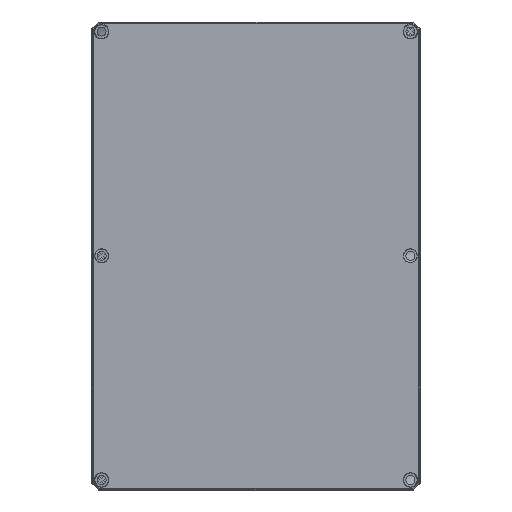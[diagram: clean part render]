
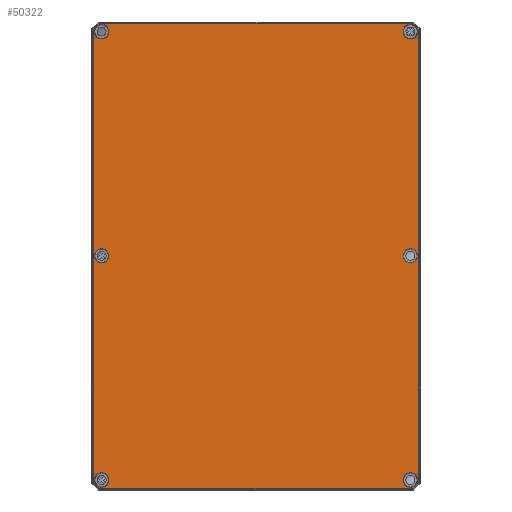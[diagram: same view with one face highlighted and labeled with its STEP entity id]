
A CAD part, top view. The second image highlights one B-rep face of the part: STEP entity #50322.
In plain terms, the highlighted planar face has unit normal (0, 0, 1).
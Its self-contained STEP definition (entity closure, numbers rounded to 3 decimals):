
#478=FACE_BOUND('',#15945,.T.);
#479=FACE_BOUND('',#15946,.T.);
#480=FACE_BOUND('',#15947,.T.);
#481=FACE_BOUND('',#15948,.T.);
#482=FACE_BOUND('',#15949,.T.);
#483=FACE_BOUND('',#15950,.T.);
#1357=PLANE('',#54553);
#4667=LINE('',#91085,#8334);
#4668=LINE('',#91087,#8335);
#4669=LINE('',#91089,#8336);
#4670=LINE('',#91091,#8337);
#4671=LINE('',#91093,#8338);
#4672=LINE('',#91095,#8339);
#4673=LINE('',#91097,#8340);
#4674=LINE('',#91098,#8341);
#8334=VECTOR('',#65555,10.);
#8335=VECTOR('',#65556,10.);
#8336=VECTOR('',#65557,10.);
#8337=VECTOR('',#65558,10.);
#8338=VECTOR('',#65559,10.);
#8339=VECTOR('',#65560,10.);
#8340=VECTOR('',#65561,10.);
#8341=VECTOR('',#65562,10.);
#12538=FACE_OUTER_BOUND('',#15944,.T.);
#15944=EDGE_LOOP('',(#43109,#43110,#43111,#43112,#43113,#43114,#43115,#43116));
#15945=EDGE_LOOP('',(#43117,#43118));
#15946=EDGE_LOOP('',(#43119,#43120));
#15947=EDGE_LOOP('',(#43121,#43122));
#15948=EDGE_LOOP('',(#43123));
#15949=EDGE_LOOP('',(#43124));
#15950=EDGE_LOOP('',(#43125,#43126));
#19571=CIRCLE('',#54550,5.372);
#19573=CIRCLE('',#54552,5.372);
#19574=CIRCLE('',#54554,5.372);
#19575=CIRCLE('',#54555,5.372);
#19576=CIRCLE('',#54556,5.672);
#19577=CIRCLE('',#54557,5.672);
#19578=CIRCLE('',#54558,5.672);
#19579=CIRCLE('',#54559,5.672);
#19580=CIRCLE('',#54560,5.672);
#19581=CIRCLE('',#54561,5.672);
#23973=VERTEX_POINT('',#91077);
#23974=VERTEX_POINT('',#91078);
#23975=VERTEX_POINT('',#91083);
#23976=VERTEX_POINT('',#91084);
#23977=VERTEX_POINT('',#91086);
#23978=VERTEX_POINT('',#91088);
#23979=VERTEX_POINT('',#91090);
#23980=VERTEX_POINT('',#91092);
#23981=VERTEX_POINT('',#91094);
#23982=VERTEX_POINT('',#91096);
#23983=VERTEX_POINT('',#91099);
#23984=VERTEX_POINT('',#91100);
#23985=VERTEX_POINT('',#91103);
#23986=VERTEX_POINT('',#91104);
#23987=VERTEX_POINT('',#91107);
#23988=VERTEX_POINT('',#91108);
#23989=VERTEX_POINT('',#91111);
#23990=VERTEX_POINT('',#91113);
#30476=EDGE_CURVE('',#23973,#23974,#19571,.T.);
#30478=EDGE_CURVE('',#23974,#23973,#19573,.T.);
#30479=EDGE_CURVE('',#23975,#23976,#4667,.T.);
#30480=EDGE_CURVE('',#23977,#23975,#4668,.T.);
#30481=EDGE_CURVE('',#23978,#23977,#4669,.T.);
#30482=EDGE_CURVE('',#23979,#23978,#4670,.T.);
#30483=EDGE_CURVE('',#23980,#23979,#4671,.T.);
#30484=EDGE_CURVE('',#23981,#23980,#4672,.T.);
#30485=EDGE_CURVE('',#23982,#23981,#4673,.T.);
#30486=EDGE_CURVE('',#23976,#23982,#4674,.T.);
#30487=EDGE_CURVE('',#23983,#23984,#19574,.T.);
#30488=EDGE_CURVE('',#23984,#23983,#19575,.T.);
#30489=EDGE_CURVE('',#23985,#23986,#19576,.T.);
#30490=EDGE_CURVE('',#23986,#23985,#19577,.T.);
#30491=EDGE_CURVE('',#23987,#23988,#19578,.T.);
#30492=EDGE_CURVE('',#23988,#23987,#19579,.T.);
#30493=EDGE_CURVE('',#23989,#23989,#19580,.T.);
#30494=EDGE_CURVE('',#23990,#23990,#19581,.T.);
#43109=ORIENTED_EDGE('',*,*,#30479,.F.);
#43110=ORIENTED_EDGE('',*,*,#30480,.F.);
#43111=ORIENTED_EDGE('',*,*,#30481,.F.);
#43112=ORIENTED_EDGE('',*,*,#30482,.F.);
#43113=ORIENTED_EDGE('',*,*,#30483,.F.);
#43114=ORIENTED_EDGE('',*,*,#30484,.F.);
#43115=ORIENTED_EDGE('',*,*,#30485,.F.);
#43116=ORIENTED_EDGE('',*,*,#30486,.F.);
#43117=ORIENTED_EDGE('',*,*,#30487,.F.);
#43118=ORIENTED_EDGE('',*,*,#30488,.F.);
#43119=ORIENTED_EDGE('',*,*,#30489,.F.);
#43120=ORIENTED_EDGE('',*,*,#30490,.F.);
#43121=ORIENTED_EDGE('',*,*,#30491,.F.);
#43122=ORIENTED_EDGE('',*,*,#30492,.F.);
#43123=ORIENTED_EDGE('',*,*,#30493,.F.);
#43124=ORIENTED_EDGE('',*,*,#30494,.F.);
#43125=ORIENTED_EDGE('',*,*,#30476,.F.);
#43126=ORIENTED_EDGE('',*,*,#30478,.F.);
#50322=ADVANCED_FACE('',(#12538,#478,#479,#480,#481,#482,#483),#1357,.T.);
#54550=AXIS2_PLACEMENT_3D('',#91079,#65547,#65548);
#54552=AXIS2_PLACEMENT_3D('',#91081,#65551,#65552);
#54553=AXIS2_PLACEMENT_3D('',#91082,#65553,#65554);
#54554=AXIS2_PLACEMENT_3D('',#91101,#65563,#65564);
#54555=AXIS2_PLACEMENT_3D('',#91102,#65565,#65566);
#54556=AXIS2_PLACEMENT_3D('',#91105,#65567,#65568);
#54557=AXIS2_PLACEMENT_3D('',#91106,#65569,#65570);
#54558=AXIS2_PLACEMENT_3D('',#91109,#65571,#65572);
#54559=AXIS2_PLACEMENT_3D('',#91110,#65573,#65574);
#54560=AXIS2_PLACEMENT_3D('',#91112,#65575,#65576);
#54561=AXIS2_PLACEMENT_3D('',#91114,#65577,#65578);
#65547=DIRECTION('center_axis',(0.,0.,1.));
#65548=DIRECTION('ref_axis',(1.,0.,0.));
#65551=DIRECTION('center_axis',(0.,0.,1.));
#65552=DIRECTION('ref_axis',(1.,0.,0.));
#65553=DIRECTION('center_axis',(0.,0.,1.));
#65554=DIRECTION('ref_axis',(1.,0.,0.));
#65555=DIRECTION('',(0.707,-0.707,0.));
#65556=DIRECTION('',(1.,0.,0.));
#65557=DIRECTION('',(0.707,0.707,0.));
#65558=DIRECTION('',(0.,1.,0.));
#65559=DIRECTION('',(-0.707,0.707,0.));
#65560=DIRECTION('',(-1.,0.,0.));
#65561=DIRECTION('',(-0.707,-0.707,0.));
#65562=DIRECTION('',(0.,-1.,0.));
#65563=DIRECTION('center_axis',(0.,0.,1.));
#65564=DIRECTION('ref_axis',(1.,0.,0.));
#65565=DIRECTION('center_axis',(0.,0.,1.));
#65566=DIRECTION('ref_axis',(1.,0.,0.));
#65567=DIRECTION('center_axis',(0.,0.,1.));
#65568=DIRECTION('ref_axis',(1.,0.,0.));
#65569=DIRECTION('center_axis',(0.,0.,1.));
#65570=DIRECTION('ref_axis',(1.,0.,0.));
#65571=DIRECTION('center_axis',(0.,0.,1.));
#65572=DIRECTION('ref_axis',(1.,0.,0.));
#65573=DIRECTION('center_axis',(0.,0.,1.));
#65574=DIRECTION('ref_axis',(1.,0.,0.));
#65575=DIRECTION('center_axis',(0.,0.,1.));
#65576=DIRECTION('ref_axis',(-1.,0.,0.));
#65577=DIRECTION('center_axis',(0.,0.,1.));
#65578=DIRECTION('ref_axis',(-1.,0.,0.));
#91077=CARTESIAN_POINT('',(-124.872,0.,39.));
#91078=CARTESIAN_POINT('',(-114.128,0.,39.));
#91079=CARTESIAN_POINT('Origin',(-119.5,0.,39.));
#91081=CARTESIAN_POINT('Origin',(-119.5,0.,39.));
#91082=CARTESIAN_POINT('Origin',(0.,0.,
39.));
#91083=CARTESIAN_POINT('',(121.445,179.66,39.));
#91084=CARTESIAN_POINT('',(125.66,175.445,39.));
#91085=CARTESIAN_POINT('',(135.802,165.302,39.));
#91086=CARTESIAN_POINT('',(-121.445,179.66,39.));
#91087=CARTESIAN_POINT('',(-61.,179.66,39.));
#91088=CARTESIAN_POINT('',(-125.66,175.445,39.));
#91089=CARTESIAN_POINT('',(-138.302,162.802,39.));
#91090=CARTESIAN_POINT('',(-125.66,-175.445,39.));
#91091=CARTESIAN_POINT('',(-125.66,-88.,39.));
#91092=CARTESIAN_POINT('',(-121.445,-179.66,39.));
#91093=CARTESIAN_POINT('',(-135.802,-165.302,39.));
#91094=CARTESIAN_POINT('',(121.445,-179.66,39.));
#91095=CARTESIAN_POINT('',(61.,-179.66,39.));
#91096=CARTESIAN_POINT('',(125.66,-175.445,39.));
#91097=CARTESIAN_POINT('',(138.302,-162.802,39.));
#91098=CARTESIAN_POINT('',(125.66,88.,39.));
#91099=CARTESIAN_POINT('',(114.128,0.,39.));
#91100=CARTESIAN_POINT('',(124.872,0.,39.));
#91101=CARTESIAN_POINT('Origin',(119.5,0.,39.));
#91102=CARTESIAN_POINT('Origin',(119.5,0.,39.));
#91103=CARTESIAN_POINT('',(113.828,173.5,39.));
#91104=CARTESIAN_POINT('',(125.172,173.5,39.));
#91105=CARTESIAN_POINT('Origin',(119.5,173.5,39.));
#91106=CARTESIAN_POINT('Origin',(119.5,173.5,39.));
#91107=CARTESIAN_POINT('',(113.828,-173.5,39.));
#91108=CARTESIAN_POINT('',(125.172,-173.5,39.));
#91109=CARTESIAN_POINT('Origin',(119.5,-173.5,39.));
#91110=CARTESIAN_POINT('Origin',(119.5,-173.5,39.));
#91111=CARTESIAN_POINT('',(-113.828,-173.5,39.));
#91112=CARTESIAN_POINT('Origin',(-119.5,-173.5,39.));
#91113=CARTESIAN_POINT('',(-113.828,173.5,39.));
#91114=CARTESIAN_POINT('Origin',(-119.5,173.5,39.));
